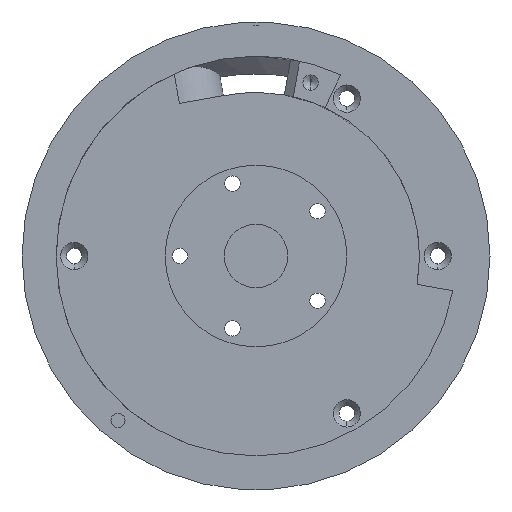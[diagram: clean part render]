
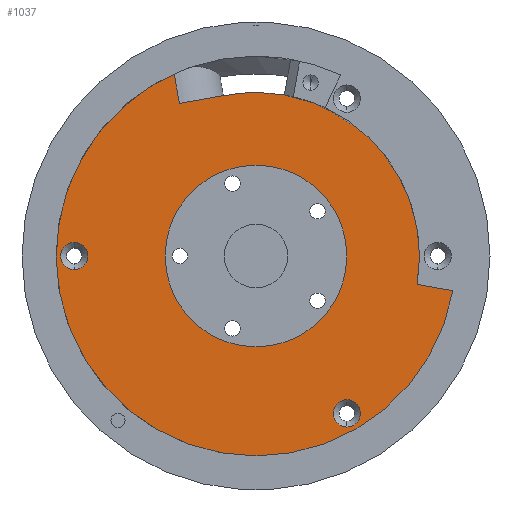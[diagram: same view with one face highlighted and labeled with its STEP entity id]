
A CAD part, left-side view. The second image highlights one B-rep face of the part: STEP entity #1037.
In plain terms, the highlighted planar face has unit normal (-1, 0, 0).
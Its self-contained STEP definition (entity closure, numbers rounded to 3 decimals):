
#15 = CARTESIAN_POINT ( 'NONE',  ( 8., 0., -44. ) ) ;
#119 = AXIS2_PLACEMENT_3D ( 'NONE', #2508, #172, #2565 ) ;
#122 = DIRECTION ( 'NONE',  ( 0., 0.174, 0.985 ) ) ;
#172 = DIRECTION ( 'NONE',  ( 1., 0., 0. ) ) ;
#181 = EDGE_CURVE ( 'NONE', #3634, #1351, #3620, .T. ) ;
#270 = CARTESIAN_POINT ( 'NONE',  ( 8., 13.327, 34.206 ) ) ;
#315 = CIRCLE ( 'NONE', #2332, 3. ) ;
#426 = CARTESIAN_POINT ( 'NONE',  ( 8., 0., 0. ) ) ;
#451 = AXIS2_PLACEMENT_3D ( 'NONE', #1649, #1627, #723 ) ;
#482 = CARTESIAN_POINT ( 'NONE',  ( 8., -20., -34.641 ) ) ;
#502 = CIRCLE ( 'NONE', #2456, 3. ) ;
#537 = DIRECTION ( 'NONE',  ( 0., 0., 1. ) ) ;
#543 = ORIENTED_EDGE ( 'NONE', *, *, #2917, .F. ) ;
#594 = DIRECTION ( 'NONE',  ( 0., 0., 1. ) ) ;
#612 = DIRECTION ( 'NONE',  ( 0., 0., -1. ) ) ;
#680 = VERTEX_POINT ( 'NONE', #15 ) ;
#708 = VECTOR ( 'NONE', #122, 1000. ) ;
#723 = DIRECTION ( 'NONE',  ( 0., 0., -1. ) ) ;
#725 = ORIENTED_EDGE ( 'NONE', *, *, #1810, .T. ) ;
#756 = VERTEX_POINT ( 'NONE', #1120 ) ;
#780 = CARTESIAN_POINT ( 'NONE',  ( 8., 0., 0. ) ) ;
#799 = EDGE_LOOP ( 'NONE', ( #2732, #1564 ) ) ;
#808 = CARTESIAN_POINT ( 'NONE',  ( 8., -43.332, -7.641 ) ) ;
#843 = AXIS2_PLACEMENT_3D ( 'NONE', #2420, #1200, #3354 ) ;
#851 = DIRECTION ( 'NONE',  ( 1., 0., 0. ) ) ;
#854 = CARTESIAN_POINT ( 'NONE',  ( 8., 6.249, 35.454 ) ) ;
#857 = FACE_OUTER_BOUND ( 'NONE', #3487, .T. ) ;
#871 = EDGE_CURVE ( 'NONE', #756, #3383, #502, .T. ) ;
#940 = EDGE_CURVE ( 'NONE', #1351, #680, #1388, .T. ) ;
#968 = CARTESIAN_POINT ( 'NONE',  ( 8., -35.453, -6.251 ) ) ;
#1027 = LINE ( 'NONE', #2244, #708 ) ;
#1037 = ADVANCED_FACE ( 'NONE', ( #2684, #3918, #857, #1191 ), #2095, .F. ) ;
#1069 = VECTOR ( 'NONE', #2471, 1000. ) ;
#1120 = CARTESIAN_POINT ( 'NONE',  ( 8., -20., -37.641 ) ) ;
#1136 = ORIENTED_EDGE ( 'NONE', *, *, #2336, .T. ) ;
#1146 = CIRCLE ( 'NONE', #451, 36. ) ;
#1153 = AXIS2_PLACEMENT_3D ( 'NONE', #426, #2538, #3749 ) ;
#1167 = CARTESIAN_POINT ( 'NONE',  ( 8., 40., 0. ) ) ;
#1191 = FACE_BOUND ( 'NONE', #2751, .T. ) ;
#1200 = DIRECTION ( 'NONE',  ( -1., 0., 0. ) ) ;
#1236 = ORIENTED_EDGE ( 'NONE', *, *, #3137, .T. ) ;
#1351 = VERTEX_POINT ( 'NONE', #808 ) ;
#1371 = ORIENTED_EDGE ( 'NONE', *, *, #181, .F. ) ;
#1384 = DIRECTION ( 'NONE',  ( 0., 0., -1. ) ) ;
#1388 = CIRCLE ( 'NONE', #3916, 44. ) ;
#1508 = CARTESIAN_POINT ( 'NONE',  ( 8., -35.453, -6.251 ) ) ;
#1520 = EDGE_CURVE ( 'NONE', #3383, #756, #315, .T. ) ;
#1531 = CARTESIAN_POINT ( 'NONE',  ( 8., 0., 0. ) ) ;
#1538 = CIRCLE ( 'NONE', #843, 3. ) ;
#1564 = ORIENTED_EDGE ( 'NONE', *, *, #3401, .F. ) ;
#1627 = DIRECTION ( 'NONE',  ( 1., 0., 0. ) ) ;
#1649 = CARTESIAN_POINT ( 'NONE',  ( 8., 0., 0. ) ) ;
#1700 = EDGE_LOOP ( 'NONE', ( #2536, #2073 ) ) ;
#1761 = CARTESIAN_POINT ( 'NONE',  ( 8., -6.251, 35.453 ) ) ;
#1798 = CARTESIAN_POINT ( 'NONE',  ( 8., 16.866, 33.582 ) ) ;
#1810 = EDGE_CURVE ( 'NONE', #3379, #3568, #1027, .T. ) ;
#1832 = CARTESIAN_POINT ( 'NONE',  ( 8., 40., 3. ) ) ;
#1855 = CARTESIAN_POINT ( 'NONE',  ( 8., 40., -3. ) ) ;
#2008 = ORIENTED_EDGE ( 'NONE', *, *, #2238, .F. ) ;
#2051 = CARTESIAN_POINT ( 'NONE',  ( 8., 9.788, 34.83 ) ) ;
#2054 = DIRECTION ( 'NONE',  ( 1., 0., 0. ) ) ;
#2064 = CARTESIAN_POINT ( 'NONE',  ( 8., 18.022, 40.14 ) ) ;
#2065 = DIRECTION ( 'NONE',  ( -1., 0., 0. ) ) ;
#2073 = ORIENTED_EDGE ( 'NONE', *, *, #871, .F. ) ;
#2095 = PLANE ( 'NONE',  #2905 ) ;
#2152 = CIRCLE ( 'NONE', #2657, 3. ) ;
#2238 = EDGE_CURVE ( 'NONE', #2822, #3634, #1146, .T. ) ;
#2244 = CARTESIAN_POINT ( 'NONE',  ( 8., 10.617, -1.871 ) ) ;
#2331 = CARTESIAN_POINT ( 'NONE',  ( 8., 16.866, 33.582 ) ) ;
#2332 = AXIS2_PLACEMENT_3D ( 'NONE', #2695, #2065, #537 ) ;
#2336 = EDGE_CURVE ( 'NONE', #2822, #3379, #3122, .T. ) ;
#2348 = CARTESIAN_POINT ( 'NONE',  ( 8., -2.106, 36.184 ) ) ;
#2420 = CARTESIAN_POINT ( 'NONE',  ( 8., 40., 0. ) ) ;
#2456 = AXIS2_PLACEMENT_3D ( 'NONE', #482, #3757, #2932 ) ;
#2471 = DIRECTION ( 'NONE',  ( 0., -0.985, -0.174 ) ) ;
#2505 = VERTEX_POINT ( 'NONE', #1855 ) ;
#2508 = CARTESIAN_POINT ( 'NONE',  ( 8., 0., 0. ) ) ;
#2536 = ORIENTED_EDGE ( 'NONE', *, *, #1520, .F. ) ;
#2538 = DIRECTION ( 'NONE',  ( 1., 0., 0. ) ) ;
#2565 = DIRECTION ( 'NONE',  ( 0., 0., -1. ) ) ;
#2586 = CIRCLE ( 'NONE', #3230, 20. ) ;
#2593 = CIRCLE ( 'NONE', #119, 20. ) ;
#2657 = AXIS2_PLACEMENT_3D ( 'NONE', #1167, #3567, #594 ) ;
#2671 = CARTESIAN_POINT ( 'NONE',  ( 8., -20., -31.641 ) ) ;
#2684 = FACE_BOUND ( 'NONE', #1700, .T. ) ;
#2695 = CARTESIAN_POINT ( 'NONE',  ( 8., -20., -34.641 ) ) ;
#2732 = ORIENTED_EDGE ( 'NONE', *, *, #2743, .F. ) ;
#2743 = EDGE_CURVE ( 'NONE', #3720, #2505, #2152, .T. ) ;
#2750 = VERTEX_POINT ( 'NONE', #3409 ) ;
#2751 = EDGE_LOOP ( 'NONE', ( #1236, #2790 ) ) ;
#2790 = ORIENTED_EDGE ( 'NONE', *, *, #3564, .T. ) ;
#2822 = VERTEX_POINT ( 'NONE', #3335 ) ;
#2905 = AXIS2_PLACEMENT_3D ( 'NONE', #1531, #2054, #3325 ) ;
#2917 = EDGE_CURVE ( 'NONE', #680, #3568, #3610, .T. ) ;
#2932 = DIRECTION ( 'NONE',  ( 0., 0., 1. ) ) ;
#3122 =( BOUNDED_CURVE ( )  B_SPLINE_CURVE ( 3, ( #1761, #2348, #3553, #854, #2051, #270, #1798 ),
 .UNSPECIFIED., .F., .T. ) 
 B_SPLINE_CURVE_WITH_KNOTS ( ( 4, 3, 4 ),
 ( 0., 0.013, 0.023 ),
 .UNSPECIFIED. ) 
 CURVE ( )  GEOMETRIC_REPRESENTATION_ITEM ( )  RATIONAL_B_SPLINE_CURVE ( ( 1., 0.99, 0.99, 1., 1., 1., 1. ) ) 
 REPRESENTATION_ITEM ( '' )  );
#3137 = EDGE_CURVE ( 'NONE', #2750, #3698, #2593, .T. ) ;
#3187 = DIRECTION ( 'NONE',  ( 1., 0., 0. ) ) ;
#3230 = AXIS2_PLACEMENT_3D ( 'NONE', #3910, #851, #612 ) ;
#3325 = DIRECTION ( 'NONE',  ( 0., 0., -1. ) ) ;
#3335 = CARTESIAN_POINT ( 'NONE',  ( 8., -6.251, 35.453 ) ) ;
#3354 = DIRECTION ( 'NONE',  ( 0., 0., 1. ) ) ;
#3374 = CARTESIAN_POINT ( 'NONE',  ( 8., 0., -20. ) ) ;
#3379 = VERTEX_POINT ( 'NONE', #2331 ) ;
#3383 = VERTEX_POINT ( 'NONE', #2671 ) ;
#3401 = EDGE_CURVE ( 'NONE', #2505, #3720, #1538, .T. ) ;
#3409 = CARTESIAN_POINT ( 'NONE',  ( 8., 0., 20. ) ) ;
#3487 = EDGE_LOOP ( 'NONE', ( #1136, #725, #543, #3734, #1371, #2008 ) ) ;
#3553 = CARTESIAN_POINT ( 'NONE',  ( 8., 2.103, 36.184 ) ) ;
#3564 = EDGE_CURVE ( 'NONE', #3698, #2750, #2586, .T. ) ;
#3567 = DIRECTION ( 'NONE',  ( -1., 0., 0. ) ) ;
#3568 = VERTEX_POINT ( 'NONE', #2064 ) ;
#3610 = CIRCLE ( 'NONE', #1153, 44. ) ;
#3620 = LINE ( 'NONE', #1508, #1069 ) ;
#3634 = VERTEX_POINT ( 'NONE', #968 ) ;
#3698 = VERTEX_POINT ( 'NONE', #3374 ) ;
#3720 = VERTEX_POINT ( 'NONE', #1832 ) ;
#3734 = ORIENTED_EDGE ( 'NONE', *, *, #940, .F. ) ;
#3749 = DIRECTION ( 'NONE',  ( 0., 0., -1. ) ) ;
#3757 = DIRECTION ( 'NONE',  ( -1., 0., 0. ) ) ;
#3910 = CARTESIAN_POINT ( 'NONE',  ( 8., 0., 0. ) ) ;
#3916 = AXIS2_PLACEMENT_3D ( 'NONE', #780, #3187, #1384 ) ;
#3918 = FACE_BOUND ( 'NONE', #799, .T. ) ;
